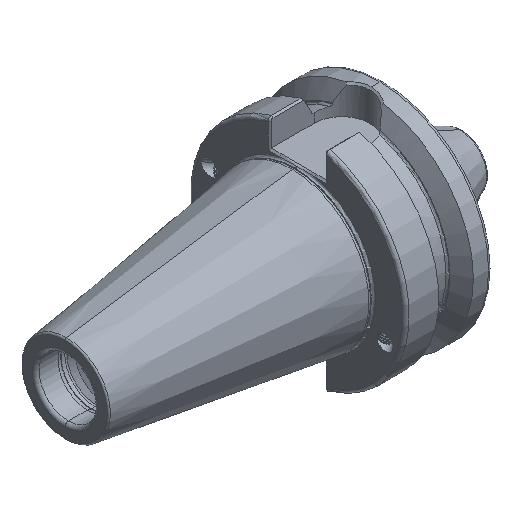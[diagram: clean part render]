
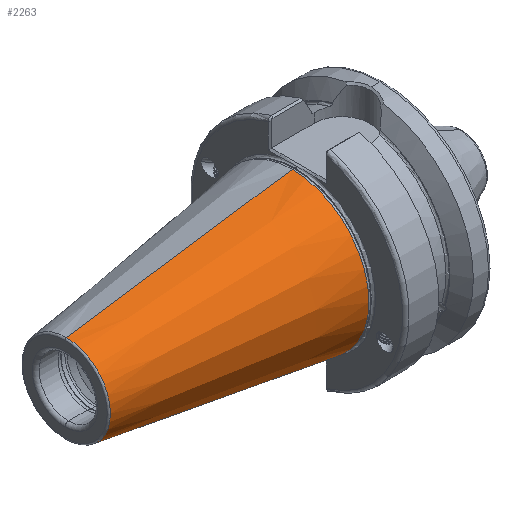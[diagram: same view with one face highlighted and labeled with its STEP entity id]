
A CAD part, isometric view. The second image highlights one B-rep face of the part: STEP entity #2263.
In plain terms, the highlighted conical face has half-angle 8.297 degrees and reference radius 22.298 mm.
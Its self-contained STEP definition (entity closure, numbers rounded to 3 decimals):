
#1133 = DIRECTION ( 'NONE',  ( 0., 0., -1. ) ) ;
#1137 = CARTESIAN_POINT ( 'NONE',  ( -1.5, 0., 0. ) ) ;
#1167 = DIRECTION ( 'NONE',  ( 1., 0., 0. ) ) ;
#2263 = ADVANCED_FACE ( 'NONE', ( #7154 ), #7210, .T. ) ;
#2675 = CARTESIAN_POINT ( 'NONE',  ( -1.5, 0., -22.298 ) ) ;
#2690 = DIRECTION ( 'NONE',  ( 0.99, 0., -0.144 ) ) ;
#2696 = CARTESIAN_POINT ( 'NONE',  ( -1.5, 0., 22.298 ) ) ;
#2697 = DIRECTION ( 'NONE',  ( 0.99, 0., 0.144 ) ) ;
#2911 = DIRECTION ( 'NONE',  ( 1., 0., 0. ) ) ;
#2917 = DIRECTION ( 'NONE',  ( 0., 0., -1. ) ) ;
#2921 = CARTESIAN_POINT ( 'NONE',  ( -1.5, 0., 0. ) ) ;
#7154 = FACE_OUTER_BOUND ( 'NONE', #15221, .T. ) ;
#7210 = CONICAL_SURFACE ( 'NONE', #13034, 22.298, 0.145 ) ;
#9812 = CARTESIAN_POINT ( 'NONE',  ( -66.972, 0., 0. ) ) ;
#9824 = DIRECTION ( 'NONE',  ( 1., 0., 0. ) ) ;
#9842 = DIRECTION ( 'NONE',  ( 0., 0., -1. ) ) ;
#10359 = CARTESIAN_POINT ( 'NONE',  ( -1.5, 0., 22.298 ) ) ;
#10377 = CARTESIAN_POINT ( 'NONE',  ( -1.5, 0., -22.298 ) ) ;
#10390 = CARTESIAN_POINT ( 'NONE',  ( -66.972, 0., -12.75 ) ) ;
#10395 = CARTESIAN_POINT ( 'NONE',  ( -66.972, 0., 12.75 ) ) ;
#12857 = AXIS2_PLACEMENT_3D ( 'NONE', #9812, #9824, #9842 ) ;
#12868 = AXIS2_PLACEMENT_3D ( 'NONE', #2921, #2911, #2917 ) ;
#13034 = AXIS2_PLACEMENT_3D ( 'NONE', #1137, #1167, #1133 ) ;
#14030 = ORIENTED_EDGE ( 'NONE', *, *, #21100, .F. ) ;
#14046 = ORIENTED_EDGE ( 'NONE', *, *, #20893, .T. ) ;
#14049 = ORIENTED_EDGE ( 'NONE', *, *, #20961, .F. ) ;
#14061 = ORIENTED_EDGE ( 'NONE', *, *, #21109, .T. ) ;
#14803 = VERTEX_POINT ( 'NONE', #10377 ) ;
#14816 = VERTEX_POINT ( 'NONE', #10359 ) ;
#14845 = VERTEX_POINT ( 'NONE', #10395 ) ;
#14886 = VERTEX_POINT ( 'NONE', #10390 ) ;
#15221 = EDGE_LOOP ( 'NONE', ( #14030, #14046, #14061, #14049 ) ) ;
#20893 = EDGE_CURVE ( 'NONE', #14845, #14886, #22037, .T. ) ;
#20961 = EDGE_CURVE ( 'NONE', #14816, #14803, #22082, .T. ) ;
#21100 = EDGE_CURVE ( 'NONE', #14845, #14816, #22190, .T. ) ;
#21109 = EDGE_CURVE ( 'NONE', #14886, #14803, #22170, .T. ) ;
#22037 = CIRCLE ( 'NONE', #12857, 12.75 ) ;
#22082 = CIRCLE ( 'NONE', #12868, 22.298 ) ;
#22157 = VECTOR ( 'NONE', #2697, 1000. ) ;
#22170 = LINE ( 'NONE', #2675, #22193 ) ;
#22190 = LINE ( 'NONE', #2696, #22157 ) ;
#22193 = VECTOR ( 'NONE', #2690, 1000. ) ;
